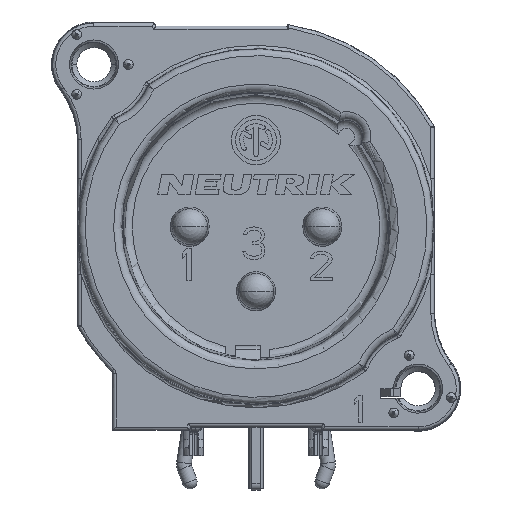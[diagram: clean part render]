
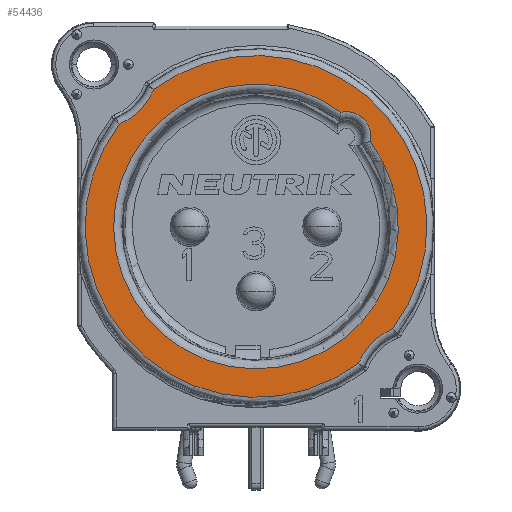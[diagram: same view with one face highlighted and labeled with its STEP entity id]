
A CAD part, top view. The second image highlights one B-rep face of the part: STEP entity #54436.
In plain terms, the highlighted planar face has unit normal (0, 0, 1).
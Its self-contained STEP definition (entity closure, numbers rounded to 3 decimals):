
#19803=CARTESIAN_POINT('',(9.9,-9.9,3.7));
#19804=DIRECTION('',(0.,0.,-1.));
#19805=DIRECTION('',(-0.922,0.388,0.));
#19806=AXIS2_PLACEMENT_3D('',#19803,#19804,#19805);
#19808=CARTESIAN_POINT('',(0.,0.,3.7));
#19809=DIRECTION('',(0.,0.,-1.));
#19810=DIRECTION('',(0.599,-0.801,0.));
#19811=AXIS2_PLACEMENT_3D('',#19808,#19809,#19810);
#19813=CARTESIAN_POINT('',(-9.9,9.9,3.7));
#19814=DIRECTION('',(0.,0.,-1.));
#19815=DIRECTION('',(0.922,-0.388,0.));
#19816=AXIS2_PLACEMENT_3D('',#19813,#19814,#19815);
#19818=CARTESIAN_POINT('',(0.,0.,3.7));
#19819=DIRECTION('',(0.,0.,-1.));
#19820=DIRECTION('',(-0.599,0.801,0.));
#19821=AXIS2_PLACEMENT_3D('',#19818,#19819,#19820);
#20098=CARTESIAN_POINT('',(5.515,5.515,3.7));
#20099=DIRECTION('',(0.,0.,-1.));
#20100=DIRECTION('',(-0.215,0.977,0.));
#20101=AXIS2_PLACEMENT_3D('',#20098,#20099,#20100);
#20111=CARTESIAN_POINT('',(6.98,5.193,3.7));
#20123=CARTESIAN_POINT('',(0.,0.,3.7));
#20124=DIRECTION('',(0.,0.,-1.));
#20125=DIRECTION('',(0.802,0.597,0.));
#20126=AXIS2_PLACEMENT_3D('',#20123,#20124,#20125);
#20136=CARTESIAN_POINT('',(5.193,6.98,3.7));
#23392=CARTESIAN_POINT('',(6.253,-8.363,3.7));
#23393=CARTESIAN_POINT('',(8.363,-6.253,3.7));
#23394=VERTEX_POINT('',#23392);
#23395=VERTEX_POINT('',#23393);
#23400=CARTESIAN_POINT('',(-8.363,6.253,3.7));
#23401=VERTEX_POINT('',#23400);
#23410=CARTESIAN_POINT('',(-6.253,8.363,3.7));
#23411=VERTEX_POINT('',#23410);
#23537=VERTEX_POINT('',#20136);
#23538=VERTEX_POINT('',#20111);
#54416=CARTESIAN_POINT('',(0.,0.,3.7));
#54417=DIRECTION('',(0.,0.,-1.));
#54418=DIRECTION('',(0.,-1.,0.));
#54419=AXIS2_PLACEMENT_3D('',#54416,#54417,#54418);
#54420=PLANE('',#54419);
#54422=ORIENTED_EDGE('',*,*,#54421,.F.);
#54424=ORIENTED_EDGE('',*,*,#54423,.T.);
#54426=ORIENTED_EDGE('',*,*,#54425,.F.);
#54427=ORIENTED_EDGE('',*,*,#54407,.T.);
#54428=EDGE_LOOP('',(#54422,#54424,#54426,#54427));
#54429=FACE_OUTER_BOUND('',#54428,.F.);
#54431=ORIENTED_EDGE('',*,*,#54430,.F.);
#54433=ORIENTED_EDGE('',*,*,#54432,.F.);
#54434=EDGE_LOOP('',(#54431,#54433));
#54435=FACE_BOUND('',#54434,.F.);
#19807=CIRCLE('',#19806,3.958);
#19812=CIRCLE('',#19811,10.442);
#19817=CIRCLE('',#19816,3.958);
#19822=CIRCLE('',#19821,10.442);
#20102=CIRCLE('',#20101,1.5);
#20127=CIRCLE('',#20126,8.7);
#54407=EDGE_CURVE('',#23411,#23395,#19822,.T.);
#54421=EDGE_CURVE('',#23394,#23395,#19807,.T.);
#54423=EDGE_CURVE('',#23394,#23401,#19812,.T.);
#54425=EDGE_CURVE('',#23411,#23401,#19817,.T.);
#54430=EDGE_CURVE('',#23537,#23538,#20102,.T.);
#54432=EDGE_CURVE('',#23538,#23537,#20127,.T.);
#54436=ADVANCED_FACE('',(#54429,#54435),#54420,.F.);
